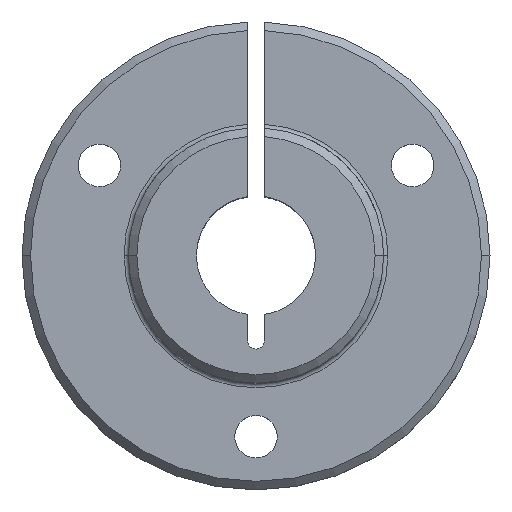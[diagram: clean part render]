
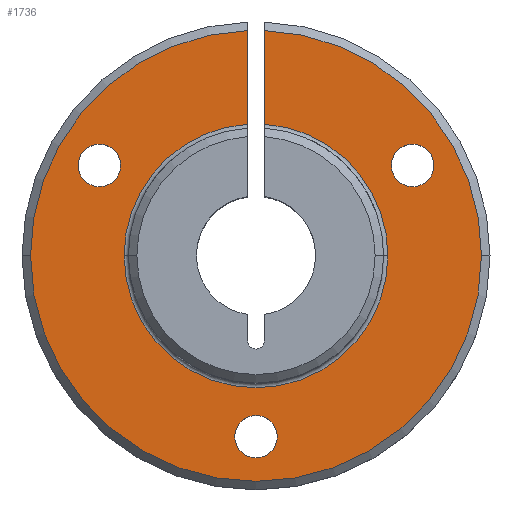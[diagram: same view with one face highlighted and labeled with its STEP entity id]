
A CAD part, top view. The second image highlights one B-rep face of the part: STEP entity #1736.
In plain terms, the highlighted planar face has unit normal (0, 0, 1).
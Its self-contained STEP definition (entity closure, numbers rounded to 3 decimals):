
#1 = DIRECTION ( 'NONE',  ( -1., 0., 0. ) ) ;
#7 = CARTESIAN_POINT ( 'NONE',  ( 0., 0., -26.5 ) ) ;
#18 = AXIS2_PLACEMENT_3D ( 'NONE', #986, #1951, #669 ) ;
#41 = VERTEX_POINT ( 'NONE', #1715 ) ;
#56 = ORIENTED_EDGE ( 'NONE', *, *, #1174, .F. ) ;
#74 = CARTESIAN_POINT ( 'NONE',  ( -1., 26.481, -26.5 ) ) ;
#82 = VERTEX_POINT ( 'NONE', #103 ) ;
#103 = CARTESIAN_POINT ( 'NONE',  ( 20.903, 10.625, -26.5 ) ) ;
#109 = ORIENTED_EDGE ( 'NONE', *, *, #503, .T. ) ;
#111 = AXIS2_PLACEMENT_3D ( 'NONE', #703, #375, #857 ) ;
#130 = DIRECTION ( 'NONE',  ( 0., 0., 1. ) ) ;
#164 = VERTEX_POINT ( 'NONE', #299 ) ;
#177 = FACE_BOUND ( 'NONE', #950, .T. ) ;
#178 = CARTESIAN_POINT ( 'NONE',  ( -15.5, 0., -26.5 ) ) ;
#191 = CARTESIAN_POINT ( 'NONE',  ( -15.903, 10.625, -26.5 ) ) ;
#216 = ORIENTED_EDGE ( 'NONE', *, *, #944, .F. ) ;
#232 = ORIENTED_EDGE ( 'NONE', *, *, #586, .T. ) ;
#236 = DIRECTION ( 'NONE',  ( 0., 0., 1. ) ) ;
#256 = AXIS2_PLACEMENT_3D ( 'NONE', #502, #673, #844 ) ;
#289 = DIRECTION ( 'NONE',  ( 0., 0., 1. ) ) ;
#295 = FACE_BOUND ( 'NONE', #343, .T. ) ;
#296 = AXIS2_PLACEMENT_3D ( 'NONE', #949, #339, #1427 ) ;
#299 = CARTESIAN_POINT ( 'NONE',  ( 15.5, 0., -26.5 ) ) ;
#304 = DIRECTION ( 'NONE',  ( -1., 0., 0. ) ) ;
#339 = DIRECTION ( 'NONE',  ( 0., 0., 1. ) ) ;
#343 = EDGE_LOOP ( 'NONE', ( #1171, #668 ) ) ;
#349 = AXIS2_PLACEMENT_3D ( 'NONE', #521, #1298, #1625 ) ;
#371 = EDGE_CURVE ( 'NONE', #1804, #641, #1471, .T. ) ;
#375 = DIRECTION ( 'NONE',  ( 0., 0., 1. ) ) ;
#394 = CARTESIAN_POINT ( 'NONE',  ( 2.5, -21.25, -26.5 ) ) ;
#400 = PLANE ( 'NONE',  #1307 ) ;
#416 = DIRECTION ( 'NONE',  ( 1., 0., 0. ) ) ;
#435 = EDGE_CURVE ( 'NONE', #713, #1938, #917, .T. ) ;
#473 = DIRECTION ( 'NONE',  ( 0., 1., 0. ) ) ;
#502 = CARTESIAN_POINT ( 'NONE',  ( 18.403, 10.625, -26.5 ) ) ;
#503 = EDGE_CURVE ( 'NONE', #164, #1654, #804, .T. ) ;
#521 = CARTESIAN_POINT ( 'NONE',  ( 0., 0., -26.5 ) ) ;
#563 = EDGE_CURVE ( 'NONE', #41, #813, #1511, .T. ) ;
#576 = ORIENTED_EDGE ( 'NONE', *, *, #1161, .T. ) ;
#580 = CARTESIAN_POINT ( 'NONE',  ( -18.403, 10.625, -26.5 ) ) ;
#586 = EDGE_CURVE ( 'NONE', #1780, #1831, #1565, .T. ) ;
#588 = DIRECTION ( 'NONE',  ( 1., 0., 0. ) ) ;
#611 = DIRECTION ( 'NONE',  ( 0., 0., 1. ) ) ;
#625 = CARTESIAN_POINT ( 'NONE',  ( 0., 0., -26.5 ) ) ;
#634 = DIRECTION ( 'NONE',  ( 0., 0., -1. ) ) ;
#637 = CARTESIAN_POINT ( 'NONE',  ( 15.903, 10.625, -26.5 ) ) ;
#641 = VERTEX_POINT ( 'NONE', #1438 ) ;
#664 = AXIS2_PLACEMENT_3D ( 'NONE', #1731, #611, #1025 ) ;
#668 = ORIENTED_EDGE ( 'NONE', *, *, #749, .F. ) ;
#669 = DIRECTION ( 'NONE',  ( 1., 0., 0. ) ) ;
#673 = DIRECTION ( 'NONE',  ( 0., 0., 1. ) ) ;
#675 = FACE_BOUND ( 'NONE', #1328, .T. ) ;
#679 = CIRCLE ( 'NONE', #349, 26.5 ) ;
#701 = EDGE_CURVE ( 'NONE', #1654, #1780, #1194, .T. ) ;
#703 = CARTESIAN_POINT ( 'NONE',  ( 0., -21.25, -26.5 ) ) ;
#713 = VERTEX_POINT ( 'NONE', #191 ) ;
#727 = CARTESIAN_POINT ( 'NONE',  ( -26.5, 0., -26.5 ) ) ;
#749 = EDGE_CURVE ( 'NONE', #641, #1804, #776, .T. ) ;
#776 = CIRCLE ( 'NONE', #111, 2.5 ) ;
#797 = AXIS2_PLACEMENT_3D ( 'NONE', #1521, #236, #1832 ) ;
#804 = CIRCLE ( 'NONE', #838, 15.5 ) ;
#805 = CIRCLE ( 'NONE', #256, 2.5 ) ;
#813 = VERTEX_POINT ( 'NONE', #1803 ) ;
#838 = AXIS2_PLACEMENT_3D ( 'NONE', #625, #1275, #304 ) ;
#844 = DIRECTION ( 'NONE',  ( 1., 0., 0. ) ) ;
#857 = DIRECTION ( 'NONE',  ( 1., 0., 0. ) ) ;
#871 = AXIS2_PLACEMENT_3D ( 'NONE', #1441, #1772, #1937 ) ;
#907 = EDGE_CURVE ( 'NONE', #1831, #1434, #1538, .T. ) ;
#917 = CIRCLE ( 'NONE', #1403, 2.5 ) ;
#923 = CARTESIAN_POINT ( 'NONE',  ( -18.403, 10.625, -26.5 ) ) ;
#942 = CIRCLE ( 'NONE', #1294, 15.5 ) ;
#944 = EDGE_CURVE ( 'NONE', #1938, #713, #1875, .T. ) ;
#949 = CARTESIAN_POINT ( 'NONE',  ( 0., 0., -26.5 ) ) ;
#950 = EDGE_LOOP ( 'NONE', ( #1670, #56 ) ) ;
#974 = AXIS2_PLACEMENT_3D ( 'NONE', #923, #289, #416 ) ;
#986 = CARTESIAN_POINT ( 'NONE',  ( 18.403, 10.625, -26.5 ) ) ;
#1012 = CIRCLE ( 'NONE', #296, 26.5 ) ;
#1025 = DIRECTION ( 'NONE',  ( -1., 0., 0. ) ) ;
#1035 = EDGE_CURVE ( 'NONE', #1434, #1998, #1012, .T. ) ;
#1051 = EDGE_CURVE ( 'NONE', #813, #164, #942, .T. ) ;
#1087 = CARTESIAN_POINT ( 'NONE',  ( 26.5, 0., -26.5 ) ) ;
#1145 = EDGE_CURVE ( 'NONE', #82, #1948, #1315, .T. ) ;
#1161 = EDGE_CURVE ( 'NONE', #1998, #41, #679, .T. ) ;
#1171 = ORIENTED_EDGE ( 'NONE', *, *, #371, .F. ) ;
#1174 = EDGE_CURVE ( 'NONE', #1948, #82, #805, .T. ) ;
#1194 = CIRCLE ( 'NONE', #871, 15.5 ) ;
#1241 = VECTOR ( 'NONE', #473, 1000. ) ;
#1265 = CARTESIAN_POINT ( 'NONE',  ( -1., 15., -26.5 ) ) ;
#1275 = DIRECTION ( 'NONE',  ( 0., 0., -1. ) ) ;
#1294 = AXIS2_PLACEMENT_3D ( 'NONE', #7, #634, #1 ) ;
#1298 = DIRECTION ( 'NONE',  ( 0., 0., 1. ) ) ;
#1307 = AXIS2_PLACEMENT_3D ( 'NONE', #1826, #1816, #1497 ) ;
#1315 = CIRCLE ( 'NONE', #18, 2.5 ) ;
#1328 = EDGE_LOOP ( 'NONE', ( #1883, #216 ) ) ;
#1394 = VECTOR ( 'NONE', #1767, 1000. ) ;
#1403 = AXIS2_PLACEMENT_3D ( 'NONE', #580, #130, #588 ) ;
#1425 = ORIENTED_EDGE ( 'NONE', *, *, #1035, .T. ) ;
#1427 = DIRECTION ( 'NONE',  ( -1., 0., 0. ) ) ;
#1430 = CARTESIAN_POINT ( 'NONE',  ( 1., 15., -26.5 ) ) ;
#1434 = VERTEX_POINT ( 'NONE', #727 ) ;
#1438 = CARTESIAN_POINT ( 'NONE',  ( -2.5, -21.25, -26.5 ) ) ;
#1441 = CARTESIAN_POINT ( 'NONE',  ( 0., 0., -26.5 ) ) ;
#1471 = CIRCLE ( 'NONE', #797, 2.5 ) ;
#1474 = EDGE_LOOP ( 'NONE', ( #1727, #1885, #109, #1735, #232, #1630, #1425, #576 ) ) ;
#1497 = DIRECTION ( 'NONE',  ( -1., 0., 0. ) ) ;
#1511 = LINE ( 'NONE', #1430, #1394 ) ;
#1521 = CARTESIAN_POINT ( 'NONE',  ( 0., -21.25, -26.5 ) ) ;
#1538 = CIRCLE ( 'NONE', #664, 26.5 ) ;
#1565 = LINE ( 'NONE', #1265, #1241 ) ;
#1625 = DIRECTION ( 'NONE',  ( -1., 0., 0. ) ) ;
#1630 = ORIENTED_EDGE ( 'NONE', *, *, #907, .T. ) ;
#1654 = VERTEX_POINT ( 'NONE', #178 ) ;
#1670 = ORIENTED_EDGE ( 'NONE', *, *, #1145, .F. ) ;
#1715 = CARTESIAN_POINT ( 'NONE',  ( 1., 26.481, -26.5 ) ) ;
#1726 = CARTESIAN_POINT ( 'NONE',  ( -20.903, 10.625, -26.5 ) ) ;
#1727 = ORIENTED_EDGE ( 'NONE', *, *, #563, .T. ) ;
#1731 = CARTESIAN_POINT ( 'NONE',  ( 0., 0., -26.5 ) ) ;
#1735 = ORIENTED_EDGE ( 'NONE', *, *, #701, .T. ) ;
#1736 = ADVANCED_FACE ( 'NONE', ( #675, #177, #295, #1746 ), #400, .F. ) ;
#1746 = FACE_OUTER_BOUND ( 'NONE', #1474, .T. ) ;
#1767 = DIRECTION ( 'NONE',  ( 0., -1., 0. ) ) ;
#1772 = DIRECTION ( 'NONE',  ( 0., 0., -1. ) ) ;
#1780 = VERTEX_POINT ( 'NONE', #1976 ) ;
#1803 = CARTESIAN_POINT ( 'NONE',  ( 1., 15.468, -26.5 ) ) ;
#1804 = VERTEX_POINT ( 'NONE', #394 ) ;
#1816 = DIRECTION ( 'NONE',  ( 0., 0., -1. ) ) ;
#1826 = CARTESIAN_POINT ( 'NONE',  ( 0., 15., -26.5 ) ) ;
#1831 = VERTEX_POINT ( 'NONE', #74 ) ;
#1832 = DIRECTION ( 'NONE',  ( 1., 0., 0. ) ) ;
#1875 = CIRCLE ( 'NONE', #974, 2.5 ) ;
#1883 = ORIENTED_EDGE ( 'NONE', *, *, #435, .F. ) ;
#1885 = ORIENTED_EDGE ( 'NONE', *, *, #1051, .T. ) ;
#1937 = DIRECTION ( 'NONE',  ( -1., 0., 0. ) ) ;
#1938 = VERTEX_POINT ( 'NONE', #1726 ) ;
#1948 = VERTEX_POINT ( 'NONE', #637 ) ;
#1951 = DIRECTION ( 'NONE',  ( 0., 0., 1. ) ) ;
#1976 = CARTESIAN_POINT ( 'NONE',  ( -1., 15.468, -26.5 ) ) ;
#1998 = VERTEX_POINT ( 'NONE', #1087 ) ;
